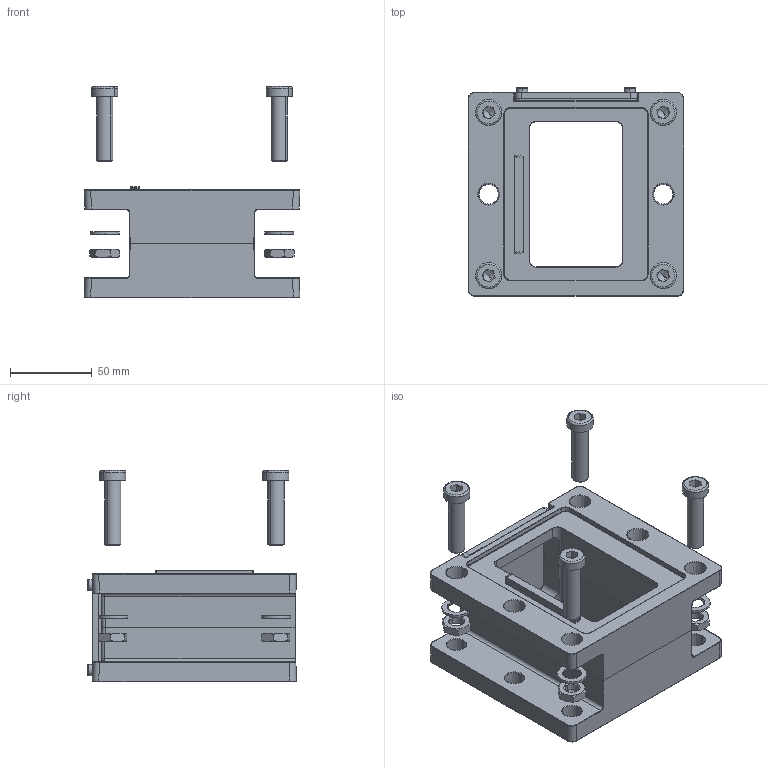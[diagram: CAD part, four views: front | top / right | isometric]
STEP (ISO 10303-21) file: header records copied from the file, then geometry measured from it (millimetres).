
FILE_DESCRIPTION (( 'STEP AP214' ), '1' );
FILE_NAME ('49517900.STEP', '2009-02-10T13:01:36', ( ' ' ), ( '' ), 'SwSTEP 2.0', 'SolidWorks 2008', '' );
FILE_SCHEMA (( 'AUTOMOTIVE_DESIGN' ));
Length unit declared in the file: millimetre
Products named in the file (10): 49517900; 12424_Standard; 82278_Einbau; 95521_Standard; 82280_Standard; 93554_Standard; 93259_Standard; 83051_Standard; 93149_Standard
Assembly tree (21 placements, depth 3):
  49517900
    83051_Standard  x4
    12424_Standard
      12424_Standard
    82280_Standard
    93149_Standard  x4
    95521_Standard
    93259_Standard  x4
    82278_Einbau
    93554_Standard  x4
Bounding box: 131.99 x 127.83 x 129.36 mm (x, y, z)
Volume: 404983.3 mm3; surface area: 119571.8 mm2
Topology: 20 solids, 20 shells, 848 faces, 1944 edges, 1128 vertices
Faces by surface type: plane 254, cylinder 218, cone 156, bspline 116, torus 96, sphere 8
Entity records: 18095 total; most frequent: CARTESIAN_POINT 5804, ORIENTED_EDGE 2580, DIRECTION 2475, EDGE_CURVE 1290, AXIS2_PLACEMENT_3D 990, VERTEX_POINT 761, EDGE_LOOP 611, FACE_OUTER_BOUND 554
